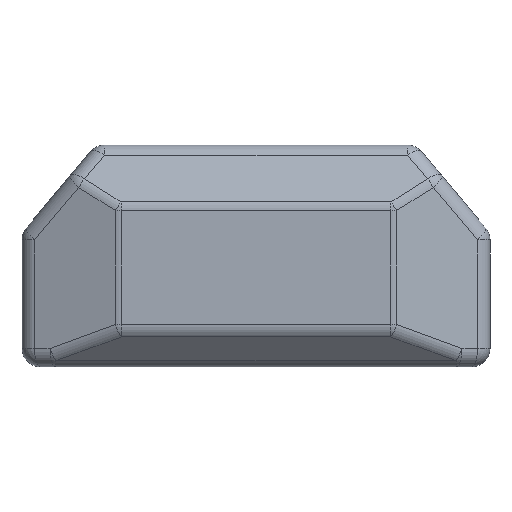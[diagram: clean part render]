
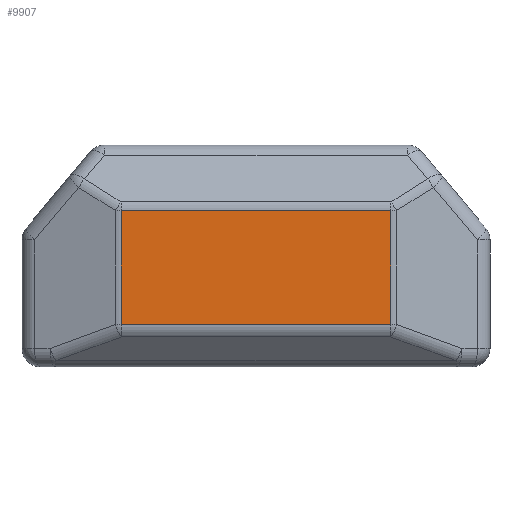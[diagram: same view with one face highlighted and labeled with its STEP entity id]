
A CAD part, front view. The second image highlights one B-rep face of the part: STEP entity #9907.
In plain terms, the highlighted planar face has unit normal (0, -1, 0).
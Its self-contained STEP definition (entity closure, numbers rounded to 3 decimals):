
#161 = VECTOR ( 'NONE', #933, 1000. ) ;
#933 = DIRECTION ( 'NONE',  ( 0., 0., -1. ) ) ;
#950 = PLANE ( 'NONE',  #8146 ) ;
#952 = EDGE_CURVE ( 'NONE', #8819, #5821, #3626, .T. ) ;
#1149 = EDGE_CURVE ( 'NONE', #5021, #9465, #10319, .T. ) ;
#1278 = VECTOR ( 'NONE', #3564, 1000. ) ;
#1496 = ORIENTED_EDGE ( 'NONE', *, *, #952, .T. ) ;
#2964 = EDGE_CURVE ( 'NONE', #5821, #5021, #3940, .T. ) ;
#2999 = CARTESIAN_POINT ( 'NONE',  ( -54.783, -13., 0. ) ) ;
#3456 = ORIENTED_EDGE ( 'NONE', *, *, #2964, .T. ) ;
#3564 = DIRECTION ( 'NONE',  ( -1., 0., 0. ) ) ;
#3626 = LINE ( 'NONE', #12086, #1278 ) ;
#3695 = LINE ( 'NONE', #4612, #8376 ) ;
#3824 = CARTESIAN_POINT ( 'NONE',  ( 54.783, -13., 18.447 ) ) ;
#3940 = LINE ( 'NONE', #2999, #161 ) ;
#4612 = CARTESIAN_POINT ( 'NONE',  ( 54.783, -13., 0. ) ) ;
#4685 = DIRECTION ( 'NONE',  ( 0., 1., 0. ) ) ;
#5021 = VERTEX_POINT ( 'NONE', #11332 ) ;
#5821 = VERTEX_POINT ( 'NONE', #11433 ) ;
#6251 = ORIENTED_EDGE ( 'NONE', *, *, #10900, .T. ) ;
#6995 = DIRECTION ( 'NONE',  ( 1., 0., 0. ) ) ;
#7236 = DIRECTION ( 'NONE',  ( 0., 0., 1. ) ) ;
#7938 = EDGE_LOOP ( 'NONE', ( #6251, #1496, #3456, #9579 ) ) ;
#8146 = AXIS2_PLACEMENT_3D ( 'NONE', #8464, #4685, #8409 ) ;
#8376 = VECTOR ( 'NONE', #7236, 1000. ) ;
#8409 = DIRECTION ( 'NONE',  ( 0., 0., 1. ) ) ;
#8464 = CARTESIAN_POINT ( 'NONE',  ( 0., -13., 0. ) ) ;
#8819 = VERTEX_POINT ( 'NONE', #3824 ) ;
#9338 = FACE_OUTER_BOUND ( 'NONE', #7938, .T. ) ;
#9391 = CARTESIAN_POINT ( 'NONE',  ( 0., -13., -27.8 ) ) ;
#9465 = VERTEX_POINT ( 'NONE', #9542 ) ;
#9542 = CARTESIAN_POINT ( 'NONE',  ( 54.783, -13., -27.8 ) ) ;
#9579 = ORIENTED_EDGE ( 'NONE', *, *, #1149, .T. ) ;
#9907 = ADVANCED_FACE ( 'NONE', ( #9338 ), #950, .F. ) ;
#10319 = LINE ( 'NONE', #9391, #11831 ) ;
#10900 = EDGE_CURVE ( 'NONE', #9465, #8819, #3695, .T. ) ;
#11332 = CARTESIAN_POINT ( 'NONE',  ( -54.783, -13., -27.8 ) ) ;
#11433 = CARTESIAN_POINT ( 'NONE',  ( -54.783, -13., 18.447 ) ) ;
#11831 = VECTOR ( 'NONE', #6995, 1000. ) ;
#12086 = CARTESIAN_POINT ( 'NONE',  ( 0., -13., 18.447 ) ) ;
